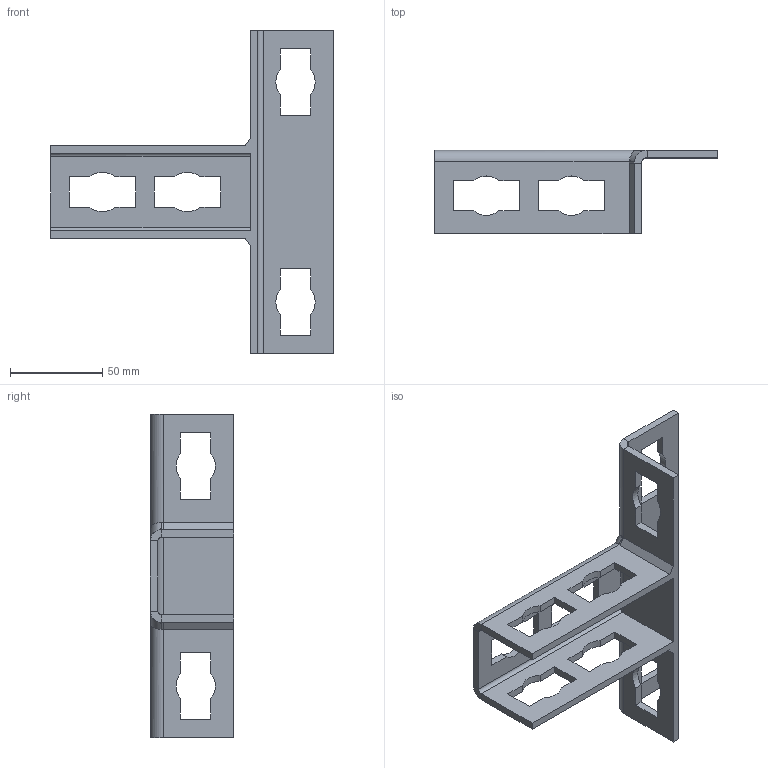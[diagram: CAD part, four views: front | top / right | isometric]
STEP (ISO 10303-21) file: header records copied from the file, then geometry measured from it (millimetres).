
FILE_DESCRIPTION((''),'2;1');
FILE_NAME('152311.stp','2013-04-09T11:12:36',('DMK009'),(''),'Autodesk Inventor 2012','Autodesk Inventor 2012','');
FILE_SCHEMA(('AUTOMOTIVE_DESIGN { 1 0 10303 214 1 1 1 1 }'));
Length unit declared in the file: millimetre
Products named in the file (1): 152311
Bounding box: 153 x 45 x 175 mm (x, y, z)
Volume: 89672.2 mm3; surface area: 51652.2 mm2
Topology: 1 solids, 1 shells, 234 faces, 642 edges, 420 vertices
Faces by surface type: plane 153, cylinder 73, bspline 8
Entity records: 8318 total; most frequent: CARTESIAN_POINT 2002, ORIENTED_EDGE 1284, DIRECTION 1217, EDGE_CURVE 642, VECTOR 475, LINE 475, VERTEX_POINT 420, AXIS2_PLACEMENT_3D 371
